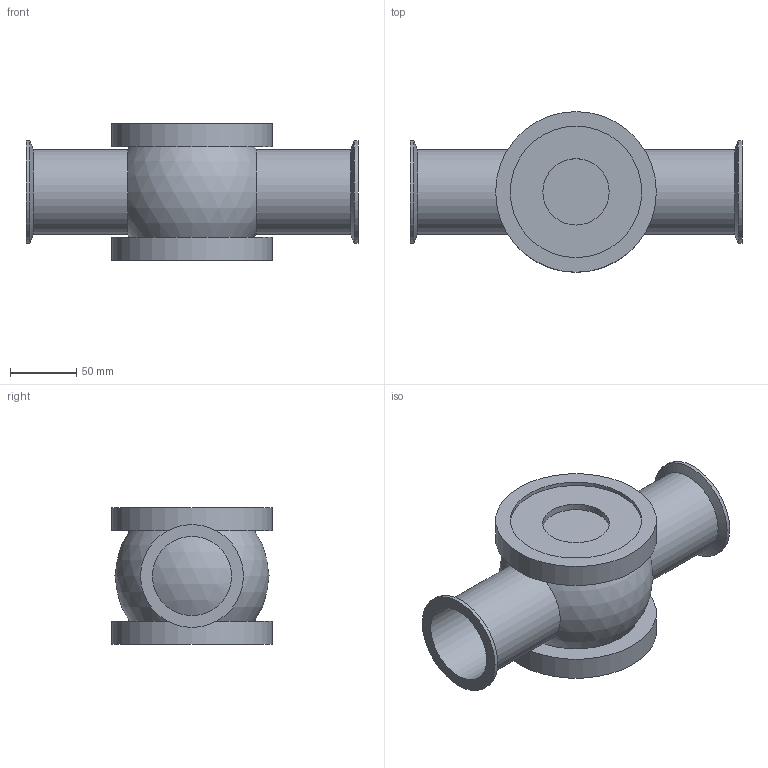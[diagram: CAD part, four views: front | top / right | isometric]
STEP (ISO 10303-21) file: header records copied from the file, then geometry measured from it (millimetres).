
FILE_DESCRIPTION(/* description */ (''),/* implementation_level */ '2;1');
FILE_NAME(/* name */ 'SGQ_CXC [SIZE [Custom]=25].stp',/* time_stamp */ '2021-08-20T14:40:48+09:00',/* author */ ('nishioka'),/* organization */ (''),/* preprocessor_version */ 'ST-DEVELOPER v18.1',/* originating_system */ 'Autodesk Inventor 2021',/* authorisation */ '');
FILE_SCHEMA (('AUTOMOTIVE_DESIGN { 1 0 10303 214 3 1 1 }'));
Length unit declared in the file: millimetre
Products named in the file (1): SGQ_CXC
Bounding box: 250 x 121 x 103 mm (x, y, z)
Volume: 1044235.9 mm3; surface area: 137765.6 mm2
Topology: 1 solids, 1 shells, 27 faces, 45 edges, 29 vertices
Faces by surface type: cylinder 12, plane 10, sphere 3, cone 2
Full cylindrical faces by diameter (mm): 50 x2, 59.5 x2, 63.5 x2, 77.5 x2, 99 x2, 121 x2
Entity records: 723 total; most frequent: DIRECTION 132, CARTESIAN_POINT 102, ORIENTED_EDGE 90, AXIS2_PLACEMENT_3D 59, EDGE_CURVE 45, EDGE_LOOP 36, CIRCLE 31, VERTEX_POINT 29
